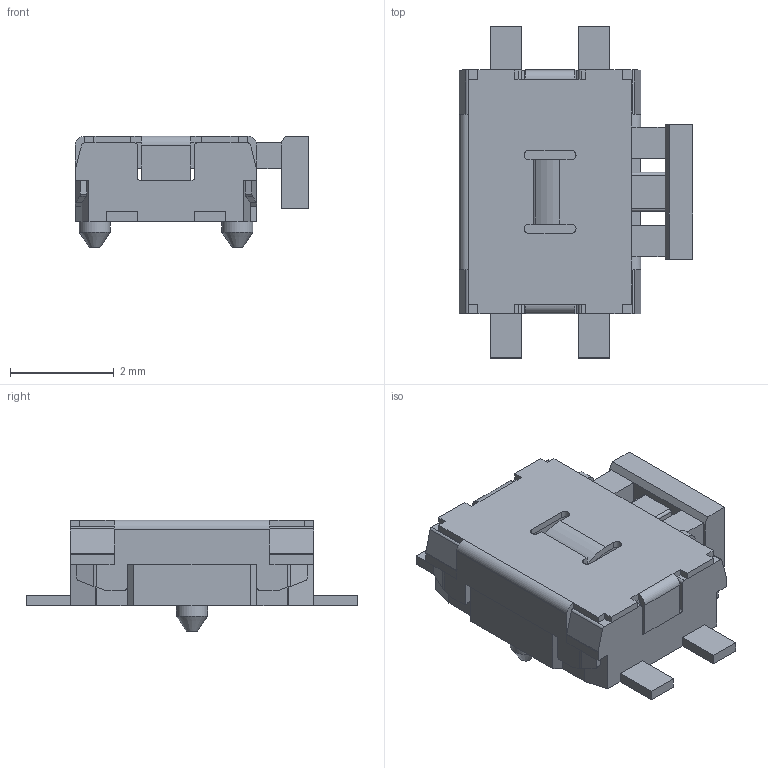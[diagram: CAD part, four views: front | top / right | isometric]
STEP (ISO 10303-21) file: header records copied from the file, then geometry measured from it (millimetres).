
FILE_DESCRIPTION(('FreeCAD Model'),'2;1');
FILE_NAME('SMD_side_push.stp', '2019-01-12T20:42:37',('Author'),(''), 'Open CASCADE STEP processor 7.3','FreeCAD','Unknown');
FILE_SCHEMA(('AUTOMOTIVE_DESIGN { 1 0 10303 214 1 1 1 1 }'));
Length unit declared in the file: millimetre
Products named in the file (1): pins003_sp
Bounding box: 4.5 x 6.4 x 2.15 mm (x, y, z)
Volume: 22.4 mm3; surface area: 128.9 mm2
Topology: 1 solids, 1 shells, 283 faces, 780 edges, 489 vertices
Faces by surface type: plane 215, cylinder 59, bspline 5, cone 2, torus 2
Full cylindrical faces by diameter (mm): 0.6 x2
Entity records: 10938 total; most frequent: CARTESIAN_POINT 1690, ORIENTED_EDGE 1560, DIRECTION 1444, EDGE_CURVE 780, LINE 648, VECTOR 648, VERTEX_POINT 489, AXIS2_PLACEMENT_3D 398
